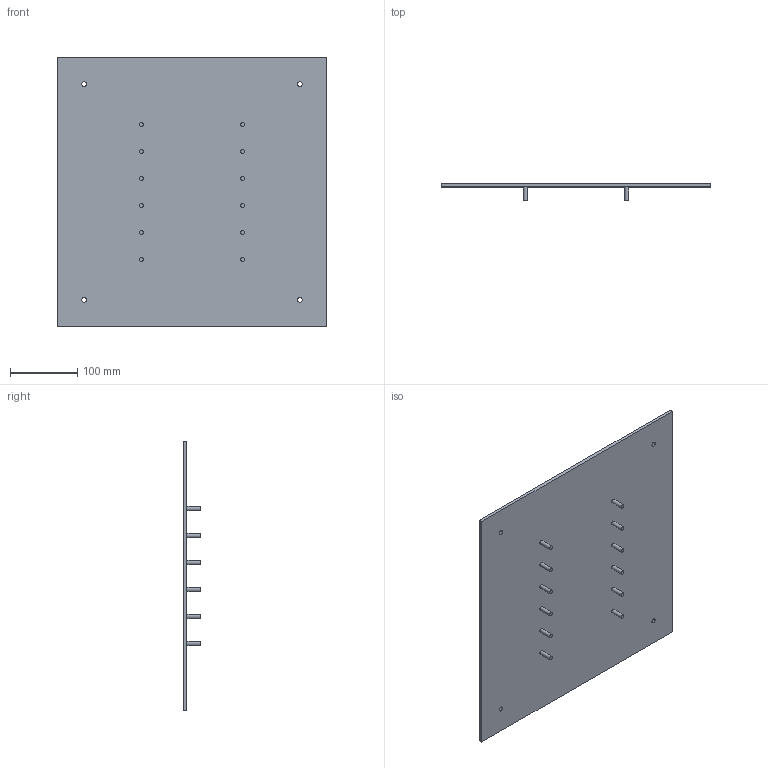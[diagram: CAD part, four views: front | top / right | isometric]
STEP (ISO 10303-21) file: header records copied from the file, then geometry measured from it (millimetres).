
FILE_DESCRIPTION(/* description */ ('STEP AP214'),/* implementation_level */ '2;1');
FILE_NAME(/* name */ '68c964682322bdc355b5c17a',/* time_stamp */ '2025-09-16T13:21:45Z',/* author */ (''),/* organization */ (''),/* preprocessor_version */ 'ST-DEVELOPER v20',/* originating_system */ 'ONSHAPE BY PTC INC, 1.203',/* authorisation */ ' ');
FILE_SCHEMA (('AUTOMOTIVE_DESIGN {1 0 10303 214 3 1 1}'));
Length unit declared in the file: metre
Products named in the file (13): Part 10; Part 4; Part 11; Part 5; Part 12; Part 6; Part 1; Part 13; Part 7; Part 8; Part 2; Part 9; Part 3
Bounding box: 400 x 25 x 400 mm (x, y, z)
Volume: 804363 mm3; surface area: 333791.6 mm2
Topology: 13 solids, 13 shells, 58 faces, 100 edges, 68 vertices
Faces by surface type: plane 30, cylinder 28
Full cylindrical faces by diameter (mm): 6 x24, 6.8 x4
Entity records: 1630 total; most frequent: DIRECTION 266, CARTESIAN_POINT 203, ORIENTED_EDGE 136, AXIS2_PLACEMENT_3D 127, EDGE_LOOP 118, FACE_BOUND 118, EDGE_CURVE 68, VERTEX_POINT 64
